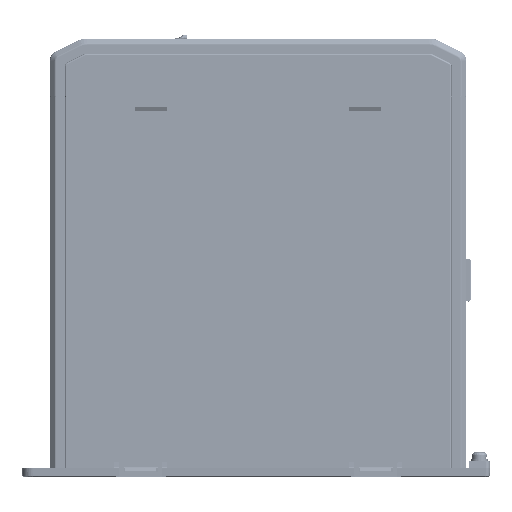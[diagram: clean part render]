
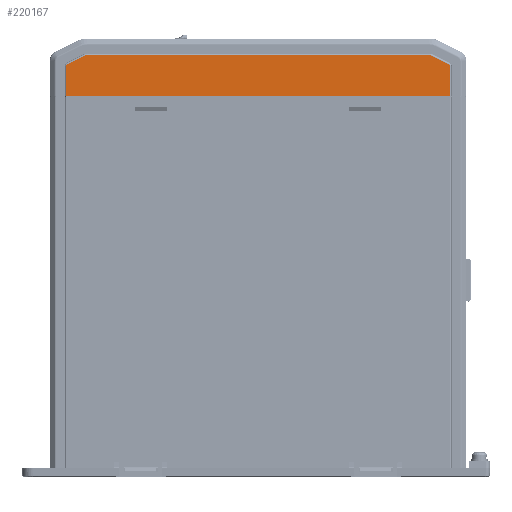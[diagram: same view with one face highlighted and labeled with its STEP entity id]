
A CAD part, left-side view. The second image highlights one B-rep face of the part: STEP entity #220167.
In plain terms, the highlighted planar face has unit normal (1, 0, 0).
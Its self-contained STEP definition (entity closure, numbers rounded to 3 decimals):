
#217304=CARTESIAN_POINT('',(-75.,89.313,14.873));
#217305=VERTEX_POINT('',#217304);
#217306=CARTESIAN_POINT('',(-75.,89.7,14.247));
#217307=VERTEX_POINT('',#217306);
#217308=CARTESIAN_POINT('',(-75.,89.,14.247));
#217309=DIRECTION('',(-1.,0.,0.));
#217310=DIRECTION('',(0.,0.447,0.894));
#217311=AXIS2_PLACEMENT_3D('',#217308,#217309,#217310);
#217312=CIRCLE('',#217311,0.7);
#217313=EDGE_CURVE('     ARC',#217305,#217307,#217312,.T.);
#217338=CARTESIAN_POINT('',(-75.,81.123,18.968));
#217339=VERTEX_POINT('',#217338);
#217340=CARTESIAN_POINT('',(-75.,-101022.691,50570.875));
#217341=DIRECTION('',(0.,0.894,-0.447));
#217342=VECTOR('',#217341,226075.001);
#217343=LINE('',#217340,#217342);
#217344=EDGE_CURVE('    LINE',#217339,#217305,#217343,.T.);
#217523=CARTESIAN_POINT('',(-75.,80.139,19.2));
#217524=VERTEX_POINT('',#217523);
#217525=CARTESIAN_POINT('',(-75.,80.139,17.));
#217526=DIRECTION('',(-1.,0.,0.));
#217527=DIRECTION('',(0.,0.,1.));
#217528=AXIS2_PLACEMENT_3D('',#217525,#217526,#217527);
#217529=CIRCLE('',#217528,2.2);
#217530=EDGE_CURVE('     ARC',#217524,#217339,#217529,.T.);
#217549=CARTESIAN_POINT('',(-75.,-80.139,19.2));
#217550=VERTEX_POINT('',#217549);
#217551=CARTESIAN_POINT('',(-75.,-1978719.956,19.2));
#217552=DIRECTION('',(0.,1.,0.));
#217553=VECTOR('',#217552,3957279.633);
#217554=LINE('',#217551,#217553);
#217555=EDGE_CURVE('    LINE',#217550,#217524,#217554,.T.);
#217734=CARTESIAN_POINT('',(-75.,-81.123,18.968));
#217735=VERTEX_POINT('',#217734);
#217736=CARTESIAN_POINT('',(-75.,-80.139,17.));
#217737=DIRECTION('',(-1.,0.,0.));
#217738=DIRECTION('',(0.,-0.447,0.894));
#217739=AXIS2_PLACEMENT_3D('',#217736,#217737,#217738);
#217740=CIRCLE('',#217739,2.2);
#217741=EDGE_CURVE('     ARC',#217735,#217550,#217740,.T.);
#217760=CARTESIAN_POINT('',(-75.,-89.313,14.873));
#217761=VERTEX_POINT('',#217760);
#217762=CARTESIAN_POINT('',(-75.,-101193.127,-50537.034));
#217763=DIRECTION('',(0.,0.894,0.447));
#217764=VECTOR('',#217763,226075.001);
#217765=LINE('',#217762,#217764);
#217766=EDGE_CURVE('    LINE',#217761,#217735,#217765,.T.);
#217945=CARTESIAN_POINT('',(-75.,-89.7,14.247));
#217946=VERTEX_POINT('',#217945);
#217947=CARTESIAN_POINT('',(-75.,-89.,14.247));
#217948=DIRECTION('',(-1.,0.,0.));
#217949=DIRECTION('',(0.,-1.,0.));
#217950=AXIS2_PLACEMENT_3D('',#217947,#217948,#217949);
#217951=CIRCLE('',#217950,0.7);
#217952=EDGE_CURVE('     ARC',#217946,#217761,#217951,.T.);
#220118=CARTESIAN_POINT('',(-75.,-89.7,-0.));
#220119=VERTEX_POINT('',#220118);
#220127=CARTESIAN_POINT('',(-75.,-89.7,-175875.648));
#220128=DIRECTION('',(0.,0.,1.));
#220129=VECTOR('',#220128,351751.297);
#220130=LINE('',#220127,#220129);
#220131=EDGE_CURVE('    LINE',#220119,#217946,#220130,.T.);
#220138=CARTESIAN_POINT('',(-75.,0.,9.6));
#220139=DIRECTION('',(-1.,0.,0.));
#220140=DIRECTION('',(0.,0.,1.));
#220141=AXIS2_PLACEMENT_3D('',#220138,#220139,#220140);
#220142=PLANE('',#220141);
#220143=CARTESIAN_POINT('',(-75.,89.7,0.));
#220144=VERTEX_POINT('',#220143);
#220145=CARTESIAN_POINT('',(-75.,89.7,175889.895));
#220146=DIRECTION('',(0.,0.,-1.));
#220147=VECTOR('',#220146,351751.297);
#220148=LINE('',#220145,#220147);
#220149=EDGE_CURVE('    LINE',#217307,#220144,#220148,.T.);
#220150=ORIENTED_EDGE('',*,*,#220149,.F.);
#220151=ORIENTED_EDGE('',*,*,#217313,.F.);
#220152=ORIENTED_EDGE('',*,*,#217344,.F.);
#220153=ORIENTED_EDGE('',*,*,#217530,.F.);
#220154=ORIENTED_EDGE('',*,*,#217555,.F.);
#220155=ORIENTED_EDGE('',*,*,#217741,.F.);
#220156=ORIENTED_EDGE('',*,*,#217766,.F.);
#220157=ORIENTED_EDGE('',*,*,#217952,.F.);
#220158=ORIENTED_EDGE('',*,*,#220131,.F.);
#220159=CARTESIAN_POINT('',(-75.,2214782.7,0.));
#220160=DIRECTION('',(0.,-1.,0.));
#220161=VECTOR('',#220160,4429386.);
#220162=LINE('',#220159,#220161);
#220163=EDGE_CURVE('    LINE',#220144,#220119,#220162,.T.);
#220164=ORIENTED_EDGE('',*,*,#220163,.F.);
#220165=EDGE_LOOP('',(#220150,#220151,#220152,#220153,#220154,#220155,#220156,#220157,#220158,#220164));
#220166=FACE_BOUND('',#220165,.T.);
#220167=ADVANCED_FACE('  SPLSRF',(#220166),#220142,.F.);
